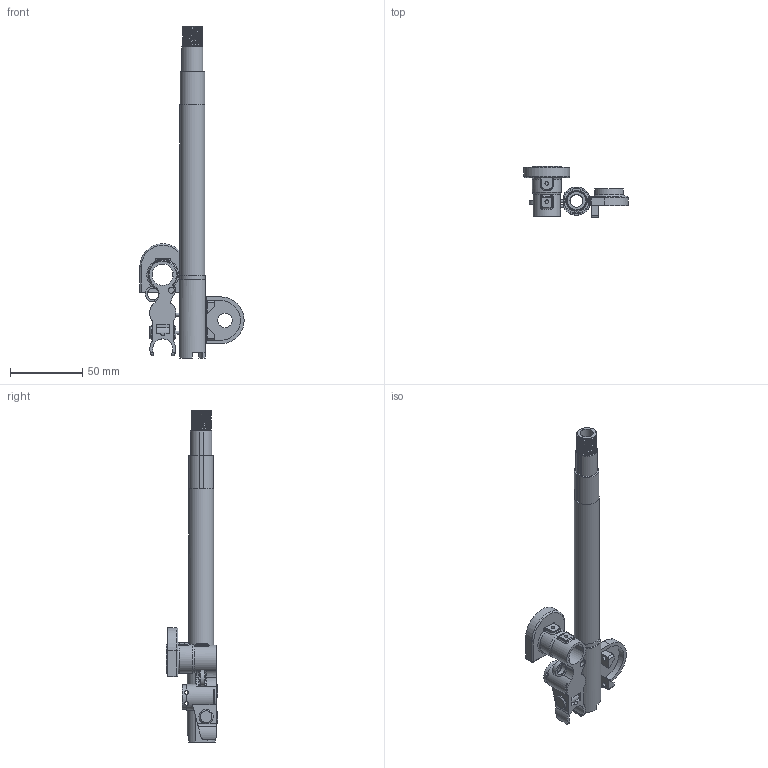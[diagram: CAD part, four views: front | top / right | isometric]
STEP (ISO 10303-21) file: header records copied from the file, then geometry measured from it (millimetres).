
FILE_DESCRIPTION(/* description */ (''),/* implementation_level */ '2;1');
FILE_NAME(/* name */ 'AKM結合 v2.step',/* time_stamp */ '2021-10-15T11:11:00+09:00',/* author */ (''),/* organization */ (''),/* preprocessor_version */ 'ST-DEVELOPER v18.1',/* originating_system */ 'Autodesk Translation Framework v10.10.0.1391',/* authorisation */ '');
FILE_SCHEMA (('AUTOMOTIVE_DESIGN { 1 0 10303 214 3 1 1 }'));
Length unit declared in the file: millimetre
Products named in the file (4): AKM結合; コンポーネント1; コンポーネント13; コンポーネント14
Assembly tree (3 placements, depth 2):
  AKM結合
    コンポーネント1
    コンポーネント13
    コンポーネント14
Bounding box: 72.06 x 35.77 x 229.5 mm (x, y, z)
Volume: 54246.9 mm3; surface area: 35025.5 mm2
Topology: 3 solids, 3 shells, 313 faces, 831 edges, 538 vertices
Faces by surface type: plane 140, cylinder 130, bspline 22, torus 16, cone 3, sphere 2
Full cylindrical faces by diameter (mm): 2 x4, 2.5 x6, 3.2 x2, 4.2 x1, 5.5 x1, 8 x1, 9 x1, 10 x3, 11 x1, 12.741 x13, 13.7 x1, 13.884 x14, 14.5 x1, 17 x1, 17.3 x1, 17.5 x2, 18 x1, 19 x1, 20 x3
Entity records: 14380 total; most frequent: CARTESIAN_POINT 6569, ORIENTED_EDGE 1662, DIRECTION 1538, EDGE_CURVE 831, AXIS2_PLACEMENT_3D 558, VERTEX_POINT 538, LINE 422, VECTOR 422
